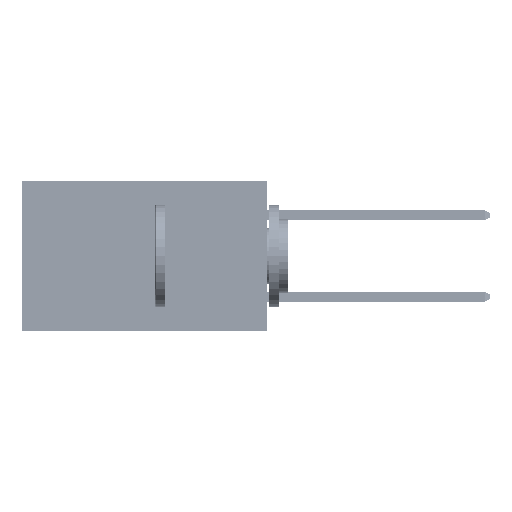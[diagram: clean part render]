
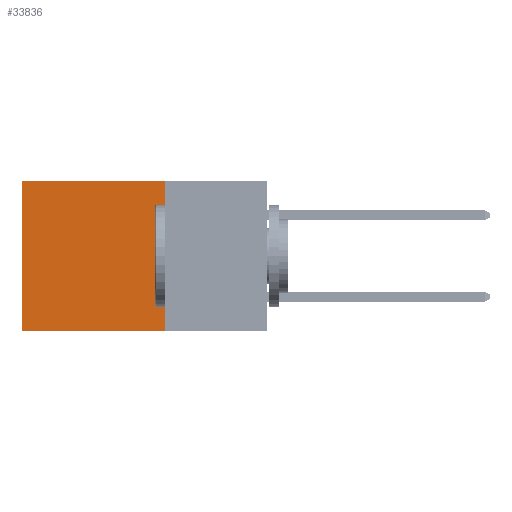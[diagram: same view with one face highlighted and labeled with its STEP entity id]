
A CAD part, left-side view. The second image highlights one B-rep face of the part: STEP entity #33836.
In plain terms, the highlighted planar face has unit normal (-1, 0, 0).
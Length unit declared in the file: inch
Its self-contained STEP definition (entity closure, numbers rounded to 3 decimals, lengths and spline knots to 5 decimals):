
#2083 = AXIS2_PLACEMENT_3D ( 'NONE', #10905, #29941, #3358 ) ;
#3358 = DIRECTION ( 'NONE',  ( 0., 0., -1. ) ) ;
#3720 = EDGE_CURVE ( 'NONE', #29317, #33980, #28656, .T. ) ;
#5679 = EDGE_CURVE ( 'NONE', #10936, #21296, #35674, .T. ) ;
#6086 = CARTESIAN_POINT ( 'NONE',  ( 0.2875, 0.6, -0.37 ) ) ;
#7680 = ORIENTED_EDGE ( 'NONE', *, *, #38450, .T. ) ;
#8957 = VECTOR ( 'NONE', #10249, 39.37008 ) ;
#10249 = DIRECTION ( 'NONE',  ( 0., 0., -1. ) ) ;
#10905 = CARTESIAN_POINT ( 'NONE',  ( 0.2875, 0.25, 0. ) ) ;
#10936 = VERTEX_POINT ( 'NONE', #17906 ) ;
#17906 = CARTESIAN_POINT ( 'NONE',  ( 0.2875, 0.25, -0.37 ) ) ;
#20892 = LINE ( 'NONE', #32916, #8957 ) ;
#21296 = VERTEX_POINT ( 'NONE', #6086 ) ;
#24335 = DIRECTION ( 'NONE',  ( 0., 0., -1. ) ) ;
#24390 = ORIENTED_EDGE ( 'NONE', *, *, #5679, .F. ) ;
#26164 = PLANE ( 'NONE',  #2083 ) ;
#28656 = LINE ( 'NONE', #41383, #42321 ) ;
#28880 = CARTESIAN_POINT ( 'NONE',  ( 0.2875, 0.25, 0. ) ) ;
#29026 = ORIENTED_EDGE ( 'NONE', *, *, #36087, .F. ) ;
#29317 = VERTEX_POINT ( 'NONE', #28880 ) ;
#29730 = ORIENTED_EDGE ( 'NONE', *, *, #3720, .T. ) ;
#29941 = DIRECTION ( 'NONE',  ( 1., 0., 0. ) ) ;
#30735 = CARTESIAN_POINT ( 'NONE',  ( 0.2875, 0.6, 0. ) ) ;
#32916 = CARTESIAN_POINT ( 'NONE',  ( 0.2875, 0.6, 0. ) ) ;
#33836 = ADVANCED_FACE ( 'NONE', ( #43921 ), #26164, .F. ) ;
#33980 = VERTEX_POINT ( 'NONE', #30735 ) ;
#34193 = DIRECTION ( 'NONE',  ( 0., 1., 0. ) ) ;
#35674 = LINE ( 'NONE', #35723, #48737 ) ;
#35723 = CARTESIAN_POINT ( 'NONE',  ( 0.2875, 0.25, -0.37 ) ) ;
#36087 = EDGE_CURVE ( 'NONE', #29317, #10936, #46640, .T. ) ;
#37051 = EDGE_LOOP ( 'NONE', ( #7680, #24390, #29026, #29730 ) ) ;
#38450 = EDGE_CURVE ( 'NONE', #33980, #21296, #20892, .T. ) ;
#41383 = CARTESIAN_POINT ( 'NONE',  ( 0.2875, 0.25, 0. ) ) ;
#42321 = VECTOR ( 'NONE', #34193, 39.37008 ) ;
#42481 = VECTOR ( 'NONE', #24335, 39.37008 ) ;
#43533 = DIRECTION ( 'NONE',  ( 0., 1., 0. ) ) ;
#43921 = FACE_OUTER_BOUND ( 'NONE', #37051, .T. ) ;
#46640 = LINE ( 'NONE', #47061, #42481 ) ;
#47061 = CARTESIAN_POINT ( 'NONE',  ( 0.2875, 0.25, 0. ) ) ;
#48737 = VECTOR ( 'NONE', #43533, 39.37008 ) ;
